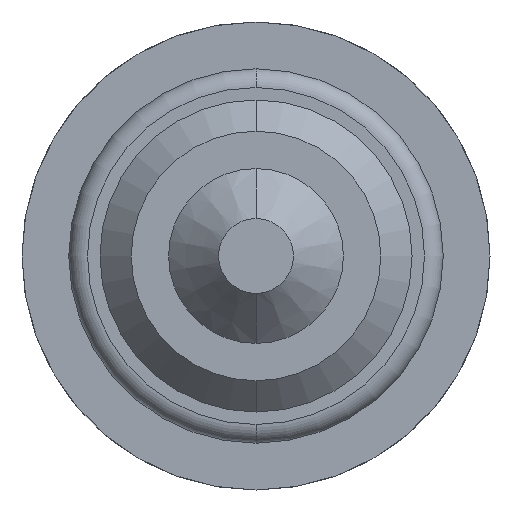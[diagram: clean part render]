
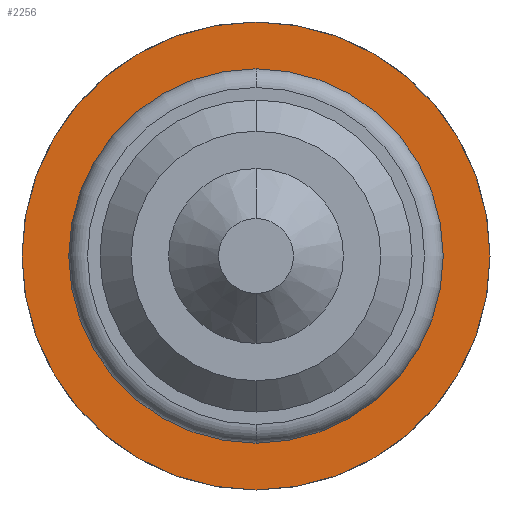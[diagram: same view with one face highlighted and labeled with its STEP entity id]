
A CAD part, front view. The second image highlights one B-rep face of the part: STEP entity #2256.
In plain terms, the highlighted planar face has unit normal (0, -1, 0).
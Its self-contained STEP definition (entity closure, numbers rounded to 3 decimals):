
#58 = CIRCLE ( 'NONE', #1338, 1.5 ) ;
#144 = CARTESIAN_POINT ( 'NONE',  ( 0., 20., -1.5 ) ) ;
#211 = EDGE_LOOP ( 'NONE', ( #4495, #1770 ) ) ;
#733 = VERTEX_POINT ( 'NONE', #4913 ) ;
#747 = EDGE_CURVE ( 'Defeature ausgef�hrt2_5+Defeature ausgef�hrt2_6+Defeature ausgef�hrt2_6+Defeature ausgef�hrt2_6', #3070, #961, #5011, .T. ) ;
#749 = AXIS2_PLACEMENT_3D ( 'NONE', #1383, #2199, #5012 ) ;
#764 = FACE_OUTER_BOUND ( 'NONE', #211, .T. ) ;
#809 = CARTESIAN_POINT ( 'NONE',  ( 0., 20., 0. ) ) ;
#845 = DIRECTION ( 'NONE',  ( 0., -1., 0. ) ) ;
#961 = VERTEX_POINT ( 'NONE', #1514 ) ;
#1066 = EDGE_CURVE ( 'Defeature ausgef�hrt2_5+Defeature ausgef�hrt2_6+Defeature ausgef�hrt2_6+Defeature ausgef�hrt2_6', #961, #3070, #3936, .T. ) ;
#1288 = CARTESIAN_POINT ( 'NONE',  ( 0., 20., 0. ) ) ;
#1338 = AXIS2_PLACEMENT_3D ( 'NONE', #1288, #2136, #2932 ) ;
#1383 = CARTESIAN_POINT ( 'NONE',  ( 1.5, 20., 0. ) ) ;
#1514 = CARTESIAN_POINT ( 'NONE',  ( 0., 20., -1.875 ) ) ;
#1719 = AXIS2_PLACEMENT_3D ( 'NONE', #809, #3663, #2852 ) ;
#1770 = ORIENTED_EDGE ( 'NONE', *, *, #747, .T. ) ;
#1817 = ORIENTED_EDGE ( 'NONE', *, *, #1921, .F. ) ;
#1921 = EDGE_CURVE ( 'Defeature ausgef�hrt2_4+Defeature ausgef�hrt2_5+Defeature ausgef�hrt2_5+Defeature ausgef�hrt2_5', #733, #3412, #58, .T. ) ;
#2136 = DIRECTION ( 'NONE',  ( 0., -1., 0. ) ) ;
#2199 = DIRECTION ( 'NONE',  ( 0., -1., 0. ) ) ;
#2256 = ADVANCED_FACE ( 'Defeature ausgef�hrt2_5', ( #764, #4180 ), #5033, .T. ) ;
#2455 = CARTESIAN_POINT ( 'NONE',  ( 0., 20., 1.875 ) ) ;
#2761 = DIRECTION ( 'NONE',  ( 0., 0., -1. ) ) ;
#2830 = AXIS2_PLACEMENT_3D ( 'NONE', #3124, #3519, #2761 ) ;
#2850 = DIRECTION ( 'NONE',  ( 0., 0., -1. ) ) ;
#2852 = DIRECTION ( 'NONE',  ( 0., 0., -1. ) ) ;
#2932 = DIRECTION ( 'NONE',  ( 0., 0., -1. ) ) ;
#3070 = VERTEX_POINT ( 'NONE', #2455 ) ;
#3124 = CARTESIAN_POINT ( 'NONE',  ( 0., 20., 0. ) ) ;
#3412 = VERTEX_POINT ( 'NONE', #144 ) ;
#3446 = ORIENTED_EDGE ( 'NONE', *, *, #4757, .F. ) ;
#3519 = DIRECTION ( 'NONE',  ( 0., -1., 0. ) ) ;
#3547 = AXIS2_PLACEMENT_3D ( 'NONE', #3661, #845, #2850 ) ;
#3661 = CARTESIAN_POINT ( 'NONE',  ( 0., 20., 0. ) ) ;
#3663 = DIRECTION ( 'NONE',  ( 0., -1., 0. ) ) ;
#3936 = CIRCLE ( 'NONE', #3547, 1.875 ) ;
#4180 = FACE_BOUND ( 'NONE', #4197, .T. ) ;
#4197 = EDGE_LOOP ( 'NONE', ( #3446, #1817 ) ) ;
#4495 = ORIENTED_EDGE ( 'NONE', *, *, #1066, .T. ) ;
#4757 = EDGE_CURVE ( 'Defeature ausgef�hrt2_4+Defeature ausgef�hrt2_5+Defeature ausgef�hrt2_5+Defeature ausgef�hrt2_5', #3412, #733, #5153, .T. ) ;
#4913 = CARTESIAN_POINT ( 'NONE',  ( 0., 20., 1.5 ) ) ;
#5011 = CIRCLE ( 'NONE', #1719, 1.875 ) ;
#5012 = DIRECTION ( 'NONE',  ( 0., 0., -1. ) ) ;
#5033 = PLANE ( 'NONE',  #749 ) ;
#5153 = CIRCLE ( 'NONE', #2830, 1.5 ) ;
